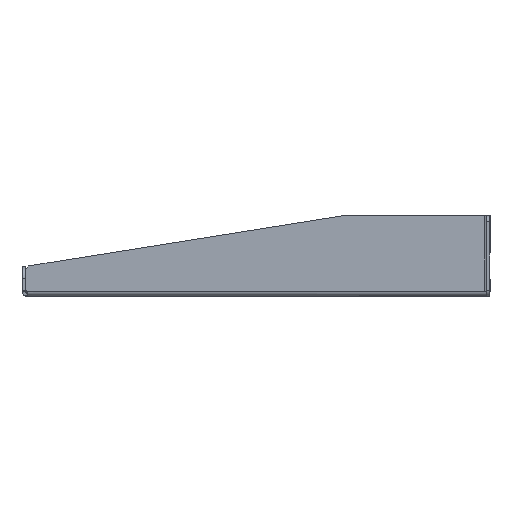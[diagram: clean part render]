
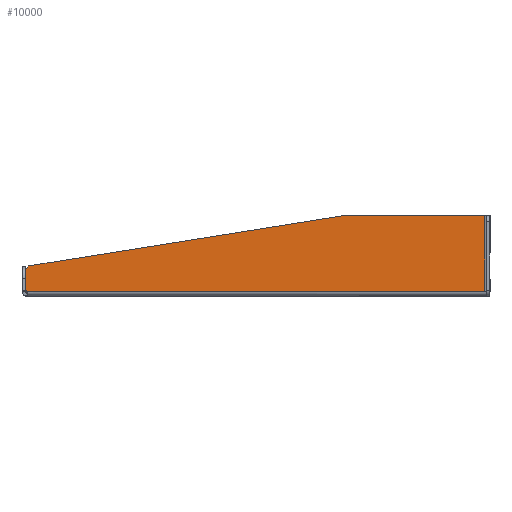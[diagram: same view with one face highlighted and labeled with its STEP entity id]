
A CAD part, left-side view. The second image highlights one B-rep face of the part: STEP entity #10000.
In plain terms, the highlighted planar face has unit normal (-1, 0, 0).
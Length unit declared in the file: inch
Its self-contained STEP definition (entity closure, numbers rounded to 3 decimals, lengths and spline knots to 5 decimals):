
#84 = ORIENTED_EDGE ( 'NONE', *, *, #9458, .T. ) ;
#115 = VERTEX_POINT ( 'NONE', #899 ) ;
#227 = DIRECTION ( 'NONE',  ( 0., 0.988, -0.158 ) ) ;
#313 = EDGE_CURVE ( 'NONE', #8768, #4379, #1511, .T. ) ;
#494 = CARTESIAN_POINT ( 'NONE',  ( -8.75, 4.89192, 0.072 ) ) ;
#670 = LINE ( 'NONE', #9512, #8981 ) ;
#829 = DIRECTION ( 'NONE',  ( 0., 1., 0. ) ) ;
#899 = CARTESIAN_POINT ( 'NONE',  ( -8.75, -4.928, 0.10808 ) ) ;
#1008 = LINE ( 'NONE', #7064, #10829 ) ;
#1511 = CIRCLE ( 'NONE', #8897, 0.055 ) ;
#1643 = FACE_OUTER_BOUND ( 'NONE', #1767, .T. ) ;
#1767 = EDGE_LOOP ( 'NONE', ( #11385, #5845, #4940, #3037, #84, #2247, #5124, #9298 ) ) ;
#1824 = CARTESIAN_POINT ( 'NONE',  ( -8.75, 4.89192, 0.57208 ) ) ;
#1985 = VERTEX_POINT ( 'NONE', #9686 ) ;
#2247 = ORIENTED_EDGE ( 'NONE', *, *, #7429, .T. ) ;
#2919 = VERTEX_POINT ( 'NONE', #5430 ) ;
#3037 = ORIENTED_EDGE ( 'NONE', *, *, #6582, .F. ) ;
#3044 = LINE ( 'NONE', #8135, #7907 ) ;
#3287 = CARTESIAN_POINT ( 'NONE',  ( -8.75, -4.928, 1.718 ) ) ;
#3627 = VECTOR ( 'NONE', #829, 39.37008 ) ;
#3688 = CARTESIAN_POINT ( 'NONE',  ( -8.75, 5.05149, 0.61105 ) ) ;
#3922 = EDGE_CURVE ( 'NONE', #7207, #5575, #670, .T. ) ;
#3966 = DIRECTION ( 'NONE',  ( 0., 0., 1. ) ) ;
#4020 = DIRECTION ( 'NONE',  ( 0., 0., -1. ) ) ;
#4325 = EDGE_CURVE ( 'NONE', #6256, #1985, #10494, .T. ) ;
#4379 = VERTEX_POINT ( 'NONE', #11363 ) ;
#4940 = ORIENTED_EDGE ( 'NONE', *, *, #313, .T. ) ;
#4944 = EDGE_CURVE ( 'NONE', #1985, #7207, #10049, .T. ) ;
#5099 = VECTOR ( 'NONE', #6407, 39.37008 ) ;
#5124 = ORIENTED_EDGE ( 'NONE', *, *, #4325, .T. ) ;
#5126 = DIRECTION ( 'NONE',  ( 0., 0.707, -0.707 ) ) ;
#5272 = LINE ( 'NONE', #494, #11121 ) ;
#5430 = CARTESIAN_POINT ( 'NONE',  ( -8.75, -4.928, 0.108 ) ) ;
#5575 = VERTEX_POINT ( 'NONE', #1824 ) ;
#5845 = ORIENTED_EDGE ( 'NONE', *, *, #10078, .T. ) ;
#6256 = VERTEX_POINT ( 'NONE', #3287 ) ;
#6407 = DIRECTION ( 'NONE',  ( 0., 1., 0. ) ) ;
#6436 = CARTESIAN_POINT ( 'NONE',  ( -8.75, 4.90151, 0.06249 ) ) ;
#6582 = EDGE_CURVE ( 'NONE', #2919, #4379, #9118, .T. ) ;
#7064 = CARTESIAN_POINT ( 'NONE',  ( -8.75, -4.928, 0.06249 ) ) ;
#7207 = VERTEX_POINT ( 'NONE', #7282 ) ;
#7282 = CARTESIAN_POINT ( 'NONE',  ( -8.75, 4.81528, 0.64872 ) ) ;
#7416 = AXIS2_PLACEMENT_3D ( 'NONE', #8803, #11298, #8687 ) ;
#7429 = EDGE_CURVE ( 'NONE', #115, #6256, #1008, .T. ) ;
#7907 = VECTOR ( 'NONE', #3966, 39.37008 ) ;
#8135 = CARTESIAN_POINT ( 'NONE',  ( -8.75, -4.928, 0.10808 ) ) ;
#8161 = DIRECTION ( 'NONE',  ( 0., 0., 1. ) ) ;
#8254 = CARTESIAN_POINT ( 'NONE',  ( -8.75, -4.964, 0.108 ) ) ;
#8687 = DIRECTION ( 'NONE',  ( 0., 0., 1. ) ) ;
#8768 = VERTEX_POINT ( 'NONE', #9386 ) ;
#8803 = CARTESIAN_POINT ( 'NONE',  ( -8.75, 4.964, 0.06249 ) ) ;
#8897 = AXIS2_PLACEMENT_3D ( 'NONE', #6436, #9038, #9088 ) ;
#8981 = VECTOR ( 'NONE', #5126, 39.37008 ) ;
#9038 = DIRECTION ( 'NONE',  ( 1., 0., 0. ) ) ;
#9088 = DIRECTION ( 'NONE',  ( 0., 0., 1. ) ) ;
#9118 = LINE ( 'NONE', #8254, #5099 ) ;
#9298 = ORIENTED_EDGE ( 'NONE', *, *, #4944, .T. ) ;
#9386 = CARTESIAN_POINT ( 'NONE',  ( -8.75, 4.89192, 0.11665 ) ) ;
#9458 = EDGE_CURVE ( 'NONE', #2919, #115, #3044, .T. ) ;
#9512 = CARTESIAN_POINT ( 'NONE',  ( -8.75, 4.81528, 0.64872 ) ) ;
#9686 = CARTESIAN_POINT ( 'NONE',  ( -8.75, -1.889, 1.718 ) ) ;
#10000 = ADVANCED_FACE ( 'NONE', ( #1643 ), #10154, .T. ) ;
#10049 = LINE ( 'NONE', #3688, #10671 ) ;
#10078 = EDGE_CURVE ( 'NONE', #5575, #8768, #5272, .T. ) ;
#10154 = PLANE ( 'NONE',  #7416 ) ;
#10494 = LINE ( 'NONE', #10543, #3627 ) ;
#10543 = CARTESIAN_POINT ( 'NONE',  ( -8.75, -4.964, 1.718 ) ) ;
#10671 = VECTOR ( 'NONE', #227, 39.37008 ) ;
#10829 = VECTOR ( 'NONE', #8161, 39.37008 ) ;
#11121 = VECTOR ( 'NONE', #4020, 39.37008 ) ;
#11298 = DIRECTION ( 'NONE',  ( -1., 0., 0. ) ) ;
#11363 = CARTESIAN_POINT ( 'NONE',  ( -8.75, 4.87063, 0.108 ) ) ;
#11385 = ORIENTED_EDGE ( 'NONE', *, *, #3922, .T. ) ;
